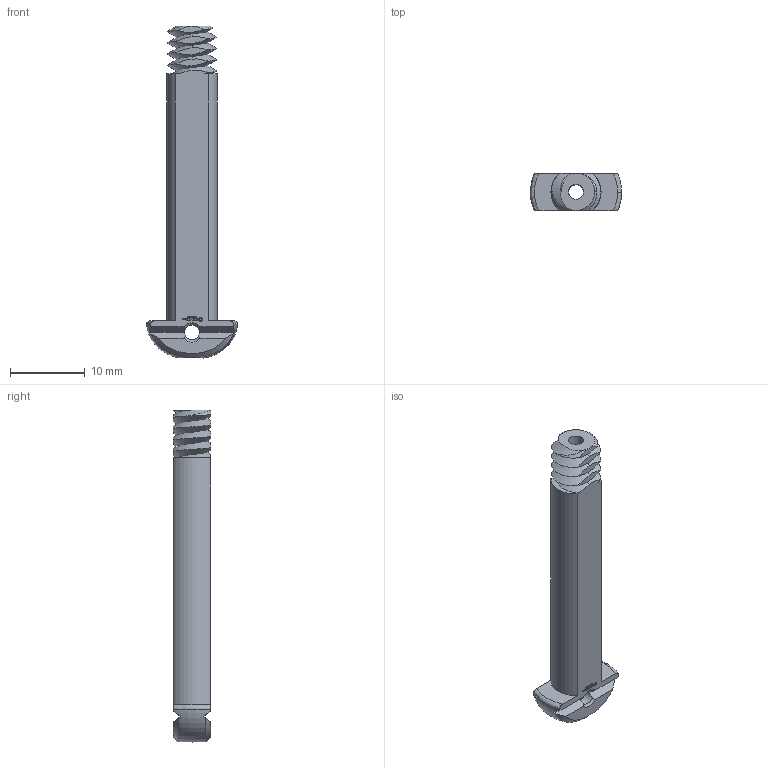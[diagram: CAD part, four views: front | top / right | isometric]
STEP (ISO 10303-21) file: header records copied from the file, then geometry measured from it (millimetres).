
FILE_DESCRIPTION(('FreeCAD Model'),'2;1');
FILE_NAME('Open CASCADE Shape Model','2023-11-07T17:27:17',(''),(''), 'Open CASCADE STEP processor 7.6','FreeCAD','Unknown');
FILE_SCHEMA(('AUTOMOTIVE_DESIGN { 1 0 10303 214 1 1 1 1 }'));
Length unit declared in the file: millimetre
Products named in the file (1): Shoulder Screw RH RHD BU02.75 - SPN-SSC-0051 (stemfie.org)
Bounding box: 12.2 x 5 x 44.35 mm (x, y, z)
Volume: 1197 mm3; surface area: 1368.4 mm2
Topology: 1 solids, 1 shells, 563 faces, 1595 edges, 1060 vertices
Faces by surface type: plane 322, extrusion 208, bspline 12, cone 11, cylinder 6, torus 3, revolution 1
Full cylindrical faces by diameter (mm): 2 x2, 2.001 x1
Entity records: 45966 total; most frequent: CARTESIAN_POINT 15914, DIRECTION 4648, VECTOR 3815, LINE 3607, ORIENTED_EDGE 3190, PCURVE 3190, DEFINITIONAL_REPRESENTATION 3190, EDGE_CURVE 1595
